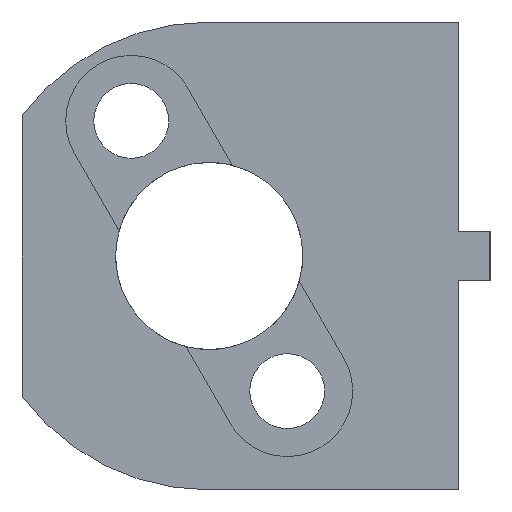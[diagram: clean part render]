
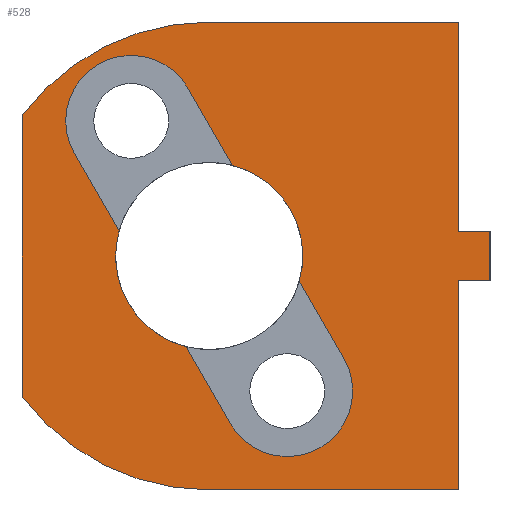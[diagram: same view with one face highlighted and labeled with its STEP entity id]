
A CAD part, left-side view. The second image highlights one B-rep face of the part: STEP entity #528.
In plain terms, the highlighted planar face has unit normal (-1, 0, 0).
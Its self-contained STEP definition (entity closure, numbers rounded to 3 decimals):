
#17=FACE_BOUND('',#86,.T.);
#34=PLANE('',#591);
#56=FACE_OUTER_BOUND('',#85,.T.);
#85=EDGE_LOOP('',(#431,#432,#433,#434,#435,#436,#437,#438,#439,#440));
#86=EDGE_LOOP('',(#441,#442,#443,#444,#445,#446,#447,#448));
#109=LINE('',#791,#162);
#113=LINE('',#803,#166);
#118=LINE('',#812,#171);
#120=LINE('',#816,#173);
#121=LINE('',#819,#174);
#123=LINE('',#822,#176);
#128=LINE('',#841,#181);
#130=LINE('',#846,#183);
#135=LINE('',#856,#188);
#137=LINE('',#862,#190);
#140=LINE('',#879,#193);
#141=LINE('',#882,#194);
#162=VECTOR('',#632,10.);
#166=VECTOR('',#644,10.);
#171=VECTOR('',#651,10.);
#173=VECTOR('',#655,10.);
#174=VECTOR('',#658,10.);
#176=VECTOR('',#662,10.);
#181=VECTOR('',#679,10.);
#183=VECTOR('',#683,10.);
#188=VECTOR('',#690,10.);
#190=VECTOR('',#694,10.);
#193=VECTOR('',#717,10.);
#194=VECTOR('',#720,10.);
#213=CIRCLE('',#584,2.1);
#215=CIRCLE('',#587,2.1);
#218=CIRCLE('',#592,7.5);
#219=CIRCLE('',#593,7.5);
#220=CIRCLE('',#594,3.);
#221=CIRCLE('',#595,3.);
#237=VERTEX_POINT('',#788);
#238=VERTEX_POINT('',#790);
#241=VERTEX_POINT('',#800);
#242=VERTEX_POINT('',#802);
#245=VERTEX_POINT('',#810);
#246=VERTEX_POINT('',#814);
#247=VERTEX_POINT('',#818);
#254=VERTEX_POINT('',#837);
#255=VERTEX_POINT('',#839);
#256=VERTEX_POINT('',#843);
#257=VERTEX_POINT('',#845);
#259=VERTEX_POINT('',#850);
#261=VERTEX_POINT('',#854);
#262=VERTEX_POINT('',#858);
#264=VERTEX_POINT('',#861);
#267=VERTEX_POINT('',#876);
#268=VERTEX_POINT('',#878);
#269=VERTEX_POINT('',#880);
#289=EDGE_CURVE('',#238,#237,#109,.T.);
#295=EDGE_CURVE('',#241,#242,#113,.T.);
#300=EDGE_CURVE('',#241,#245,#118,.T.);
#302=EDGE_CURVE('',#245,#246,#120,.T.);
#303=EDGE_CURVE('',#238,#247,#121,.T.);
#305=EDGE_CURVE('',#247,#246,#123,.T.);
#314=EDGE_CURVE('',#254,#255,#128,.T.);
#316=EDGE_CURVE('',#257,#256,#130,.T.);
#321=EDGE_CURVE('',#259,#261,#135,.T.);
#323=EDGE_CURVE('',#264,#262,#137,.T.);
#326=EDGE_CURVE('',#261,#264,#213,.T.);
#328=EDGE_CURVE('',#255,#257,#215,.T.);
#331=EDGE_CURVE('',#267,#242,#218,.T.);
#332=EDGE_CURVE('',#237,#268,#140,.T.);
#333=EDGE_CURVE('',#268,#269,#219,.T.);
#334=EDGE_CURVE('',#267,#269,#141,.T.);
#335=EDGE_CURVE('',#262,#254,#220,.T.);
#336=EDGE_CURVE('',#256,#259,#221,.T.);
#431=ORIENTED_EDGE('',*,*,#331,.T.);
#432=ORIENTED_EDGE('',*,*,#295,.F.);
#433=ORIENTED_EDGE('',*,*,#300,.T.);
#434=ORIENTED_EDGE('',*,*,#302,.T.);
#435=ORIENTED_EDGE('',*,*,#305,.F.);
#436=ORIENTED_EDGE('',*,*,#303,.F.);
#437=ORIENTED_EDGE('',*,*,#289,.T.);
#438=ORIENTED_EDGE('',*,*,#332,.T.);
#439=ORIENTED_EDGE('',*,*,#333,.T.);
#440=ORIENTED_EDGE('',*,*,#334,.F.);
#441=ORIENTED_EDGE('',*,*,#321,.T.);
#442=ORIENTED_EDGE('',*,*,#326,.T.);
#443=ORIENTED_EDGE('',*,*,#323,.T.);
#444=ORIENTED_EDGE('',*,*,#335,.T.);
#445=ORIENTED_EDGE('',*,*,#314,.T.);
#446=ORIENTED_EDGE('',*,*,#328,.T.);
#447=ORIENTED_EDGE('',*,*,#316,.T.);
#448=ORIENTED_EDGE('',*,*,#336,.T.);
#528=ADVANCED_FACE('',(#56,#17),#34,.T.);
#584=AXIS2_PLACEMENT_3D('',#867,#699,#700);
#587=AXIS2_PLACEMENT_3D('',#870,#705,#706);
#591=AXIS2_PLACEMENT_3D('',#875,#713,#714);
#592=AXIS2_PLACEMENT_3D('',#877,#715,#716);
#593=AXIS2_PLACEMENT_3D('',#881,#718,#719);
#594=AXIS2_PLACEMENT_3D('',#883,#721,#722);
#595=AXIS2_PLACEMENT_3D('',#884,#723,#724);
#632=DIRECTION('',(0.,0.,1.));
#644=DIRECTION('',(0.,1.,0.));
#651=DIRECTION('',(0.,0.,1.));
#655=DIRECTION('',(0.,-1.,0.));
#658=DIRECTION('',(0.,-1.,0.));
#662=DIRECTION('',(0.,0.,-1.));
#679=DIRECTION('',(0.,0.5,0.866));
#683=DIRECTION('',(0.,-0.5,-0.866));
#690=DIRECTION('',(0.,-0.5,-0.866));
#694=DIRECTION('',(0.,0.5,0.866));
#699=DIRECTION('center_axis',(1.,0.,0.));
#700=DIRECTION('ref_axis',(0.,0.866,-0.5));
#705=DIRECTION('center_axis',(1.,0.,0.));
#706=DIRECTION('ref_axis',(0.,-0.866,0.5));
#713=DIRECTION('center_axis',(-1.,0.,0.));
#714=DIRECTION('ref_axis',(0.,0.,1.));
#715=DIRECTION('center_axis',(-1.,0.,0.));
#716=DIRECTION('ref_axis',(0.,0.,-1.));
#717=DIRECTION('',(0.,1.,0.));
#718=DIRECTION('center_axis',(-1.,0.,0.));
#719=DIRECTION('ref_axis',(0.,0.,-1.));
#720=DIRECTION('',(0.,0.,1.));
#721=DIRECTION('center_axis',(1.,0.,0.));
#722=DIRECTION('ref_axis',(0.,0.,-1.));
#723=DIRECTION('center_axis',(1.,0.,0.));
#724=DIRECTION('ref_axis',(0.,0.,-1.));
#788=CARTESIAN_POINT('',(-10.,0.,7.5));
#790=CARTESIAN_POINT('',(-10.,0.,0.8));
#791=CARTESIAN_POINT('',(-10.,0.,-7.5));
#800=CARTESIAN_POINT('',(-10.,0.,-7.5));
#802=CARTESIAN_POINT('',(-10.,8.,-7.5));
#803=CARTESIAN_POINT('',(-10.,0.,-7.5));
#810=CARTESIAN_POINT('',(-10.,0.,-0.8));
#812=CARTESIAN_POINT('',(-10.,0.,-7.5));
#814=CARTESIAN_POINT('',(-10.,-1.,-0.8));
#816=CARTESIAN_POINT('',(-10.,0.,-0.8));
#818=CARTESIAN_POINT('',(-10.,-1.,0.8));
#819=CARTESIAN_POINT('',(-10.,0.,0.8));
#822=CARTESIAN_POINT('',(-10.,-1.,7.5));
#837=CARTESIAN_POINT('',(-10.,10.89,0.805));
#839=CARTESIAN_POINT('',(-10.,12.319,3.28));
#841=CARTESIAN_POINT('',(-10.,5.945,-7.76));
#843=CARTESIAN_POINT('',(-10.,7.253,2.905));
#845=CARTESIAN_POINT('',(-10.,8.681,5.38));
#846=CARTESIAN_POINT('',(-10.,4.808,-1.329));
#850=CARTESIAN_POINT('',(-10.,5.11,-0.805));
#854=CARTESIAN_POINT('',(-10.,3.681,-3.28));
#856=CARTESIAN_POINT('',(-10.,4.808,-1.329));
#858=CARTESIAN_POINT('',(-10.,8.747,-2.905));
#861=CARTESIAN_POINT('',(-10.,7.319,-5.38));
#862=CARTESIAN_POINT('',(-10.,5.945,-7.76));
#867=CARTESIAN_POINT('Origin',(-10.,5.5,-4.33));
#870=CARTESIAN_POINT('Origin',(-10.,10.5,4.33));
#875=CARTESIAN_POINT('Origin',(-10.,0.,-7.5));
#876=CARTESIAN_POINT('',(-10.,14.,-4.5));
#877=CARTESIAN_POINT('Origin',(-10.,8.,0.));
#878=CARTESIAN_POINT('',(-10.,8.,7.5));
#879=CARTESIAN_POINT('',(-10.,0.,7.5));
#880=CARTESIAN_POINT('',(-10.,14.,4.5));
#881=CARTESIAN_POINT('Origin',(-10.,8.,0.));
#882=CARTESIAN_POINT('',(-10.,14.,-7.5));
#883=CARTESIAN_POINT('Origin',(-10.,8.,0.));
#884=CARTESIAN_POINT('Origin',(-10.,8.,0.));
